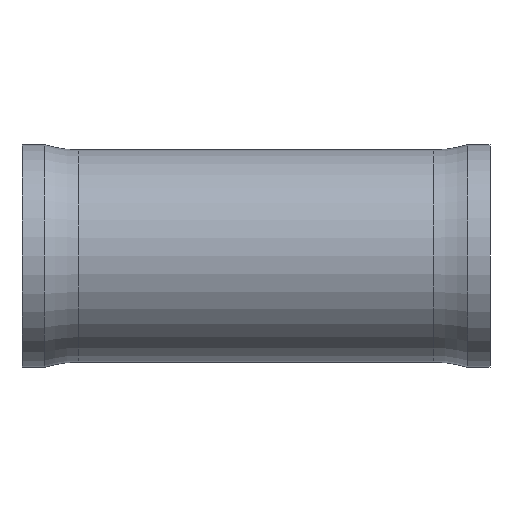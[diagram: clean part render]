
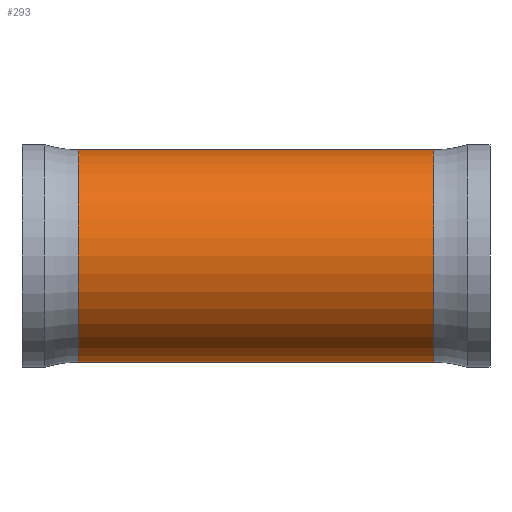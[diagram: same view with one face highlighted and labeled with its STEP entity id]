
A CAD part, left-side view. The second image highlights one B-rep face of the part: STEP entity #293.
In plain terms, the highlighted cylindrical face has radius 23.812 mm (diameter 47.625 mm), a partial arc.
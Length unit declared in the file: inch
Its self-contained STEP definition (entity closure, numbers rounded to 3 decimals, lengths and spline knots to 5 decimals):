
#30 = CIRCLE ( 'NONE', #41, 0.9375 ) ;
#41 = AXIS2_PLACEMENT_3D ( 'NONE', #502, #569, #377 ) ;
#49 = CIRCLE ( 'NONE', #320, 0.9375 ) ;
#79 = CYLINDRICAL_SURFACE ( 'NONE', #405, 0.9375 ) ;
#111 = EDGE_CURVE ( 'NONE', #586, #286, #30, .T. ) ;
#126 = FACE_OUTER_BOUND ( 'NONE', #413, .T. ) ;
#147 = CARTESIAN_POINT ( 'NONE',  ( 0., 5.49933, 0.9375 ) ) ;
#181 = DIRECTION ( 'NONE',  ( 0., 1., 0. ) ) ;
#182 = ORIENTED_EDGE ( 'NONE', *, *, #463, .F. ) ;
#200 = VECTOR ( 'NONE', #348, 39.37008 ) ;
#208 = ORIENTED_EDGE ( 'NONE', *, *, #298, .T. ) ;
#212 = DIRECTION ( 'NONE',  ( 0., 0., 1. ) ) ;
#239 = DIRECTION ( 'NONE',  ( 0., 1., 0. ) ) ;
#253 = CARTESIAN_POINT ( 'NONE',  ( 0., 5.49933, 0. ) ) ;
#286 = VERTEX_POINT ( 'NONE', #510 ) ;
#293 = ADVANCED_FACE ( 'NONE', ( #126 ), #79, .T. ) ;
#298 = EDGE_CURVE ( 'NONE', #286, #482, #491, .T. ) ;
#320 = AXIS2_PLACEMENT_3D ( 'NONE', #446, #607, #212 ) ;
#328 = CARTESIAN_POINT ( 'NONE',  ( 0., 0.49839, -0.9375 ) ) ;
#348 = DIRECTION ( 'NONE',  ( 0., 1., 0. ) ) ;
#377 = DIRECTION ( 'NONE',  ( 0., 0., 1. ) ) ;
#405 = AXIS2_PLACEMENT_3D ( 'NONE', #253, #181, #574 ) ;
#413 = EDGE_LOOP ( 'NONE', ( #182, #626, #208, #540 ) ) ;
#446 = CARTESIAN_POINT ( 'NONE',  ( 0., 3.63547, 0. ) ) ;
#463 = EDGE_CURVE ( 'NONE', #586, #467, #603, .T. ) ;
#467 = VERTEX_POINT ( 'NONE', #489 ) ;
#482 = VERTEX_POINT ( 'NONE', #488 ) ;
#488 = CARTESIAN_POINT ( 'NONE',  ( 0., 3.63547, 0.9375 ) ) ;
#489 = CARTESIAN_POINT ( 'NONE',  ( 0., 3.63547, -0.9375 ) ) ;
#491 = LINE ( 'NONE', #147, #515 ) ;
#502 = CARTESIAN_POINT ( 'NONE',  ( 0., 0.49839, 0. ) ) ;
#510 = CARTESIAN_POINT ( 'NONE',  ( 0., 0.49839, 0.9375 ) ) ;
#515 = VECTOR ( 'NONE', #239, 39.37008 ) ;
#521 = CARTESIAN_POINT ( 'NONE',  ( 0., 5.49933, -0.9375 ) ) ;
#540 = ORIENTED_EDGE ( 'NONE', *, *, #550, .F. ) ;
#550 = EDGE_CURVE ( 'NONE', #467, #482, #49, .T. ) ;
#569 = DIRECTION ( 'NONE',  ( 0., 1., 0. ) ) ;
#574 = DIRECTION ( 'NONE',  ( 0., 0., 1. ) ) ;
#586 = VERTEX_POINT ( 'NONE', #328 ) ;
#603 = LINE ( 'NONE', #521, #200 ) ;
#607 = DIRECTION ( 'NONE',  ( 0., 1., 0. ) ) ;
#626 = ORIENTED_EDGE ( 'NONE', *, *, #111, .T. ) ;
